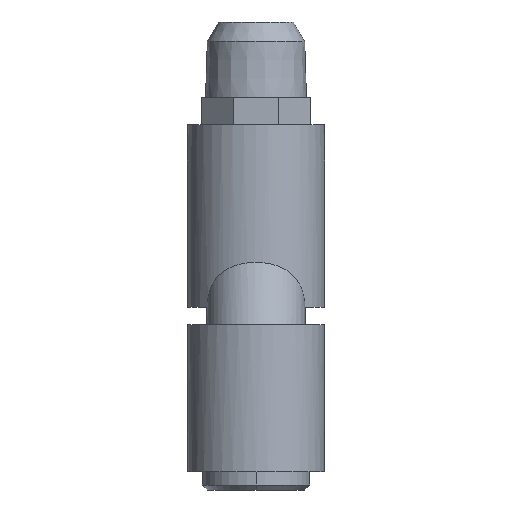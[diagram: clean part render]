
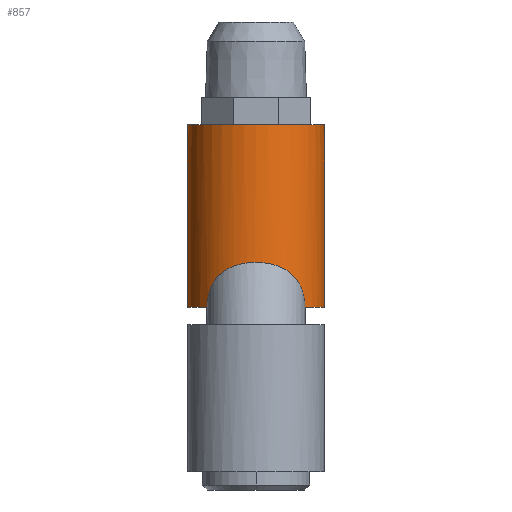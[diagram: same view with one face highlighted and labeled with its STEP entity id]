
A CAD part, left-side view. The second image highlights one B-rep face of the part: STEP entity #857.
In plain terms, the highlighted cylindrical face has radius 6.985 mm (diameter 13.97 mm), a partial arc.
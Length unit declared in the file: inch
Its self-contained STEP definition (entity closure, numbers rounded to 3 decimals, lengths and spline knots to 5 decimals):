
#33=CARTESIAN_POINT('',(-0.19218,0.0003,0.069));
#38=CARTESIAN_POINT('',(0.,0.197,0.069));
#39=DIRECTION('',(0.,0.,-1.));
#40=DIRECTION('',(0.,-1.,0.));
#41=AXIS2_PLACEMENT_3D('',#38,#39,#40);
#63=CARTESIAN_POINT('',(0.,0.197,0.069));
#64=DIRECTION('',(0.,0.,-1.));
#65=DIRECTION('',(-0.699,0.715,0.));
#66=AXIS2_PLACEMENT_3D('',#63,#64,#65);
#71=CARTESIAN_POINT('',(-0.19218,0.3937,0.069));
#73=CARTESIAN_POINT('',(-0.19218,0.3937,0.069));
#74=CARTESIAN_POINT('',(-0.19241,0.39348,
0.07464));
#75=CARTESIAN_POINT('',(-0.19316,0.39275,
0.08594));
#76=CARTESIAN_POINT('',(-0.19526,0.39066,
0.10303));
#77=CARTESIAN_POINT('',(-0.1984,0.38745,
0.11973));
#78=CARTESIAN_POINT('',(-0.20248,0.38312,
0.13552));
#79=CARTESIAN_POINT('',(-0.20745,0.37759,
0.15052));
#80=CARTESIAN_POINT('',(-0.21377,0.37012,
0.16593));
#81=CARTESIAN_POINT('',(-0.22188,0.3597,
0.18214));
#82=CARTESIAN_POINT('',(-0.23232,0.34464,
0.1993));
#83=CARTESIAN_POINT('',(-0.24373,0.32509,
0.21502));
#84=CARTESIAN_POINT('',(-0.254,0.30334,
0.22743));
#85=CARTESIAN_POINT('',(-0.26234,0.28056,
0.23664));
#86=CARTESIAN_POINT('',(-0.26856,0.25805,
0.24312));
#87=CARTESIAN_POINT('',(-0.27374,0.22899,
0.24829));
#88=CARTESIAN_POINT('',(-0.27565,0.19667,
0.25012));
#89=CARTESIAN_POINT('',(-0.27367,0.16446,
0.24821));
#90=CARTESIAN_POINT('',(-0.26849,0.13568,
0.24305));
#91=CARTESIAN_POINT('',(-0.26232,0.11341,
0.23662));
#92=CARTESIAN_POINT('',(-0.25412,0.09097,
0.22757));
#93=CARTESIAN_POINT('',(-0.24394,0.06932,
0.21529));
#94=CARTESIAN_POINT('',(-0.23251,0.04966,
0.19959));
#95=CARTESIAN_POINT('',(-0.22199,0.03443,
0.18234));
#96=CARTESIAN_POINT('',(-0.21383,0.02396,
0.16606));
#97=CARTESIAN_POINT('',(-0.20749,0.01645,
0.15063));
#98=CARTESIAN_POINT('',(-0.20251,0.01091,
0.13562));
#99=CARTESIAN_POINT('',(-0.19842,0.00657,
0.11982));
#100=CARTESIAN_POINT('',(-0.19527,0.00335,
0.10309));
#101=CARTESIAN_POINT('',(-0.19316,0.00125,0.08596));
#102=CARTESIAN_POINT('',(-0.19241,0.00052,
0.07465));
#103=CARTESIAN_POINT('',(-0.19218,0.0003,0.069));
#123=DIRECTION('',(0.,0.,-1.));
#124=VECTOR('',#123,0.732);
#125=CARTESIAN_POINT('',(0.,0.472,0.801));
#126=LINE('',#125,#124);
#127=CARTESIAN_POINT('',(0.,0.197,0.801));
#128=DIRECTION('',(0.,0.,-1.));
#129=DIRECTION('',(0.,-1.,0.));
#130=AXIS2_PLACEMENT_3D('',#127,#128,#129);
#132=DIRECTION('',(0.,0.,-1.));
#133=VECTOR('',#132,0.732);
#134=CARTESIAN_POINT('',(0.,-0.078,0.801));
#135=LINE('',#134,#133);
#649=CARTESIAN_POINT('',(0.,-0.078,0.801));
#650=CARTESIAN_POINT('',(0.,-0.078,0.069));
#651=VERTEX_POINT('',#649);
#652=VERTEX_POINT('',#650);
#657=CARTESIAN_POINT('',(0.,0.472,0.801));
#658=CARTESIAN_POINT('',(0.,0.472,0.069));
#659=VERTEX_POINT('',#657);
#660=VERTEX_POINT('',#658);
#669=VERTEX_POINT('',#71);
#670=VERTEX_POINT('',#33);
#841=CARTESIAN_POINT('',(0.,0.197,0.01175));
#842=DIRECTION('',(0.,0.,1.));
#843=DIRECTION('',(0.,1.,0.));
#844=AXIS2_PLACEMENT_3D('',#841,#842,#843);
#845=CYLINDRICAL_SURFACE('',#844,0.275);
#846=ORIENTED_EDGE('',*,*,#830,.F.);
#847=ORIENTED_EDGE('',*,*,#817,.T.);
#849=ORIENTED_EDGE('',*,*,#848,.F.);
#851=ORIENTED_EDGE('',*,*,#850,.F.);
#853=ORIENTED_EDGE('',*,*,#852,.T.);
#854=ORIENTED_EDGE('',*,*,#797,.T.);
#855=EDGE_LOOP('',(#846,#847,#849,#851,#853,#854));
#856=FACE_OUTER_BOUND('',#855,.F.);
#857=ADVANCED_FACE('',(#856),#845,.T.);
#42=CIRCLE('',#41,0.275);
#67=CIRCLE('',#66,0.275);
#104=B_SPLINE_CURVE_WITH_KNOTS('',3,(#73,#74,#75,#76,#77,#78,#79,#80,#81,#82,
#83,#84,#85,#86,#87,#88,#89,#90,#91,#92,#93,#94,#95,#96,#97,#98,#99,#100,#101,
#102,#103),.UNSPECIFIED.,.F.,.F.,(4,1,1,1,1,1,1,1,1,1,1,1,1,1,1,1,1,1,1,1,1,1,1,
1,1,1,1,1,4),(0.,0.03571,0.07143,0.10714,
0.14286,0.17857,0.21429,0.25,0.28571,
0.32143,0.35714,0.39286,0.42857,
0.46429,0.5,0.53571,0.57143,0.60714,
0.64286,0.67857,0.71429,0.75,0.78571,
0.82143,0.85714,0.89286,0.92857,
0.96429,1.),.UNSPECIFIED.);
#131=CIRCLE('',#130,0.275);
#797=EDGE_CURVE('',#652,#670,#42,.T.);
#817=EDGE_CURVE('',#669,#660,#67,.T.);
#830=EDGE_CURVE('',#669,#670,#104,.T.);
#848=EDGE_CURVE('',#659,#660,#126,.T.);
#850=EDGE_CURVE('',#651,#659,#131,.T.);
#852=EDGE_CURVE('',#651,#652,#135,.T.);
